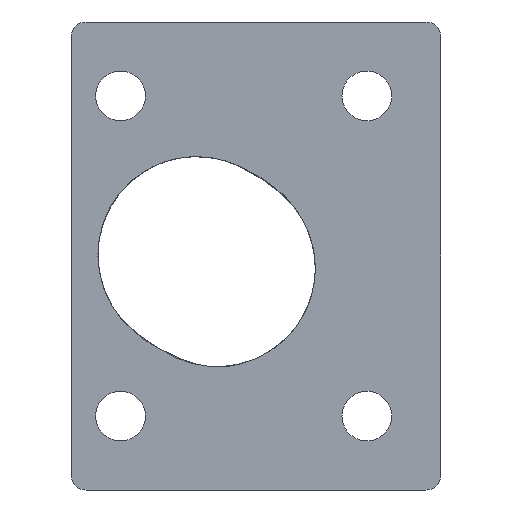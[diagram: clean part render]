
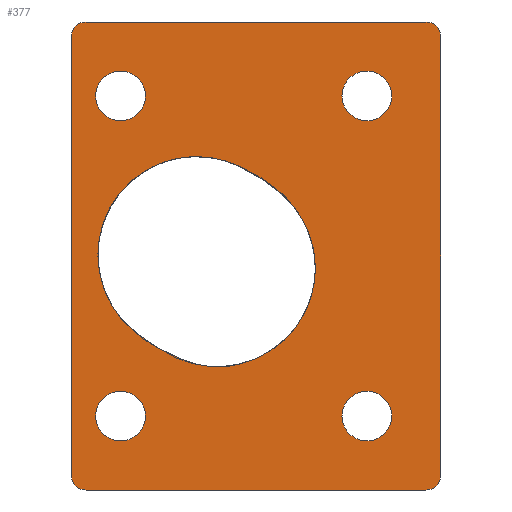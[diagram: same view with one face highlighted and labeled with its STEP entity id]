
A CAD part, front view. The second image highlights one B-rep face of the part: STEP entity #377.
In plain terms, the highlighted planar face has unit normal (0, -1, 0).
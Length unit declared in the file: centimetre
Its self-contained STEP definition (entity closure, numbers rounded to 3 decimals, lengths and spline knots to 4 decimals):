
#15=B_SPLINE_CURVE_WITH_KNOTS('',3,(#626,#627,#628,#629,#630,#631,#632,
#633,#634,#635,#636,#637,#638,#639,#640,#641,#642,#643,#644,#645,#646,#647,
#648,#649,#650),.UNSPECIFIED.,.F.,.F.,(4,3,3,3,3,3,3,3,4),(0.,0.125,0.25,
0.375,0.5,0.625,0.75,0.875,1.),.UNSPECIFIED.);
#16=B_SPLINE_CURVE_WITH_KNOTS('',3,(#651,#652,#653,#654,#655,#656,#657,
#658,#659,#660,#661,#662,#663,#664,#665,#666,#667,#668,#669,#670,#671,#672,
#673,#674,#675),.UNSPECIFIED.,.F.,.F.,(4,3,3,3,3,3,3,3,4),(0.0122,
0.125,0.25,0.375,0.5,0.625,0.75,0.875,1.),.UNSPECIFIED.);
#36=FACE_BOUND('',#111,.T.);
#37=FACE_BOUND('',#112,.T.);
#38=FACE_BOUND('',#113,.T.);
#39=FACE_BOUND('',#114,.T.);
#40=FACE_BOUND('',#115,.T.);
#46=CIRCLE('',#398,0.3);
#57=CIRCLE('',#414,0.3);
#58=CIRCLE('',#416,0.3);
#59=CIRCLE('',#417,0.3);
#60=CIRCLE('',#418,0.505);
#61=CIRCLE('',#419,0.505);
#62=CIRCLE('',#420,0.505);
#63=CIRCLE('',#421,0.505);
#64=CIRCLE('',#422,2.8218);
#86=FACE_OUTER_BOUND('',#110,.T.);
#110=EDGE_LOOP('',(#293,#294,#295,#296,#297,#298,#299,#300));
#111=EDGE_LOOP('',(#301));
#112=EDGE_LOOP('',(#302));
#113=EDGE_LOOP('',(#303));
#114=EDGE_LOOP('',(#304));
#115=EDGE_LOOP('',(#305,#306,#307));
#135=LINE('',#557,#151);
#144=LINE('',#607,#160);
#145=LINE('',#611,#161);
#146=LINE('',#613,#162);
#151=VECTOR('',#446,6.9);
#160=VECTOR('',#495,6.9);
#161=VECTOR('',#498,8.9);
#162=VECTOR('',#501,8.9);
#167=VERTEX_POINT('',#554);
#168=VERTEX_POINT('',#556);
#171=VERTEX_POINT('',#564);
#187=VERTEX_POINT('',#600);
#188=VERTEX_POINT('',#601);
#189=VERTEX_POINT('',#606);
#190=VERTEX_POINT('',#608);
#191=VERTEX_POINT('',#610);
#192=VERTEX_POINT('',#614);
#193=VERTEX_POINT('',#616);
#194=VERTEX_POINT('',#618);
#195=VERTEX_POINT('',#620);
#196=VERTEX_POINT('',#622);
#197=VERTEX_POINT('',#623);
#198=VERTEX_POINT('',#625);
#208=EDGE_CURVE('',#167,#168,#135,.T.);
#213=EDGE_CURVE('',#171,#167,#46,.T.);
#230=EDGE_CURVE('',#187,#188,#57,.T.);
#233=EDGE_CURVE('',#189,#187,#144,.T.);
#234=EDGE_CURVE('',#190,#189,#58,.T.);
#235=EDGE_CURVE('',#191,#190,#145,.T.);
#236=EDGE_CURVE('',#168,#191,#59,.T.);
#237=EDGE_CURVE('',#188,#171,#146,.T.);
#238=EDGE_CURVE('',#192,#192,#60,.T.);
#239=EDGE_CURVE('',#193,#193,#61,.T.);
#240=EDGE_CURVE('',#194,#194,#62,.T.);
#241=EDGE_CURVE('',#195,#195,#63,.T.);
#242=EDGE_CURVE('',#196,#197,#64,.T.);
#243=EDGE_CURVE('',#198,#196,#15,.T.);
#244=EDGE_CURVE('',#197,#198,#16,.T.);
#293=ORIENTED_EDGE('',*,*,#230,.F.);
#294=ORIENTED_EDGE('',*,*,#233,.F.);
#295=ORIENTED_EDGE('',*,*,#234,.F.);
#296=ORIENTED_EDGE('',*,*,#235,.F.);
#297=ORIENTED_EDGE('',*,*,#236,.F.);
#298=ORIENTED_EDGE('',*,*,#208,.F.);
#299=ORIENTED_EDGE('',*,*,#213,.F.);
#300=ORIENTED_EDGE('',*,*,#237,.F.);
#301=ORIENTED_EDGE('',*,*,#238,.F.);
#302=ORIENTED_EDGE('',*,*,#239,.F.);
#303=ORIENTED_EDGE('',*,*,#240,.F.);
#304=ORIENTED_EDGE('',*,*,#241,.F.);
#305=ORIENTED_EDGE('',*,*,#242,.F.);
#306=ORIENTED_EDGE('',*,*,#243,.F.);
#307=ORIENTED_EDGE('',*,*,#244,.F.);
#369=PLANE('',#415);
#377=ADVANCED_FACE('',(#86,#36,#37,#38,#39,#40),#369,.T.);
#398=AXIS2_PLACEMENT_3D('',#566,#454,#455);
#414=AXIS2_PLACEMENT_3D('',#602,#489,#490);
#415=AXIS2_PLACEMENT_3D('',#605,#493,#494);
#416=AXIS2_PLACEMENT_3D('',#609,#496,#497);
#417=AXIS2_PLACEMENT_3D('',#612,#499,#500);
#418=AXIS2_PLACEMENT_3D('',#615,#502,#503);
#419=AXIS2_PLACEMENT_3D('',#617,#504,#505);
#420=AXIS2_PLACEMENT_3D('',#619,#506,#507);
#421=AXIS2_PLACEMENT_3D('',#621,#508,#509);
#422=AXIS2_PLACEMENT_3D('',#624,#510,#511);
#446=DIRECTION('',(1.,0.,0.));
#454=DIRECTION('center_axis',(0.,1.,0.));
#455=DIRECTION('ref_axis',(-1.,0.,0.));
#489=DIRECTION('center_axis',(0.,1.,0.));
#490=DIRECTION('ref_axis',(0.,0.,-1.));
#493=DIRECTION('center_axis',(0.,-1.,0.));
#494=DIRECTION('ref_axis',(-1.,0.,0.));
#495=DIRECTION('',(-1.,0.,0.));
#496=DIRECTION('center_axis',(0.,1.,0.));
#497=DIRECTION('ref_axis',(1.,0.,0.));
#498=DIRECTION('',(0.,0.,-1.));
#499=DIRECTION('center_axis',(0.,1.,0.));
#500=DIRECTION('ref_axis',(0.,0.,1.));
#501=DIRECTION('',(0.,0.,1.));
#502=DIRECTION('center_axis',(0.,-1.,0.));
#503=DIRECTION('ref_axis',(1.,0.,0.));
#504=DIRECTION('center_axis',(0.,-1.,0.));
#505=DIRECTION('ref_axis',(1.,0.,0.));
#506=DIRECTION('center_axis',(0.,-1.,0.));
#507=DIRECTION('ref_axis',(1.,0.,0.));
#508=DIRECTION('center_axis',(0.,-1.,0.));
#509=DIRECTION('ref_axis',(1.,0.,0.));
#510=DIRECTION('center_axis',(0.,-1.,0.));
#511=DIRECTION('ref_axis',(-0.631,0.,-0.776));
#554=CARTESIAN_POINT('',(1.4562,3.7996,-22.25));
#556=CARTESIAN_POINT('',(8.3562,3.7996,-22.25));
#557=CARTESIAN_POINT('',(1.4562,3.7996,-22.25));
#564=CARTESIAN_POINT('',(1.1562,3.7996,-22.55));
#566=CARTESIAN_POINT('Origin',(1.4562,3.7996,-22.55));
#600=CARTESIAN_POINT('',(1.4562,3.7996,-31.75));
#601=CARTESIAN_POINT('',(1.1562,3.7996,-31.45));
#602=CARTESIAN_POINT('Origin',(1.4562,3.7996,-31.45));
#605=CARTESIAN_POINT('Origin',(0.,3.7996,0.));
#606=CARTESIAN_POINT('',(8.3562,3.7996,-31.75));
#607=CARTESIAN_POINT('',(8.3562,3.7996,-31.75));
#608=CARTESIAN_POINT('',(8.6562,3.7996,-31.45));
#609=CARTESIAN_POINT('Origin',(8.3562,3.7996,-31.45));
#610=CARTESIAN_POINT('',(8.6562,3.7996,-22.55));
#611=CARTESIAN_POINT('',(8.6562,3.7996,-22.55));
#612=CARTESIAN_POINT('Origin',(8.3562,3.7996,-22.55));
#613=CARTESIAN_POINT('',(1.1562,3.7996,-31.45));
#614=CARTESIAN_POINT('',(6.6512,3.7996,-30.25));
#615=CARTESIAN_POINT('Origin',(7.1562,3.7996,-30.25));
#616=CARTESIAN_POINT('',(1.6512,3.7996,-30.25));
#617=CARTESIAN_POINT('Origin',(2.1562,3.7996,-30.25));
#618=CARTESIAN_POINT('',(6.6512,3.7996,-23.75));
#619=CARTESIAN_POINT('Origin',(7.1562,3.7996,-23.75));
#620=CARTESIAN_POINT('',(1.6512,3.7996,-23.75));
#621=CARTESIAN_POINT('Origin',(2.1562,3.7996,-23.75));
#622=CARTESIAN_POINT('',(2.4189,3.7996,-28.5167));
#623=CARTESIAN_POINT('',(2.4798,3.7998,-28.5682));
#624=CARTESIAN_POINT('Origin',(4.2611,3.7996,-26.3792));
#625=CARTESIAN_POINT('',(5.3221,3.7996,-25.643));
#626=CARTESIAN_POINT('Ctrl Pts',(5.3221,3.7996,-25.643));
#627=CARTESIAN_POINT('Ctrl Pts',(5.1347,3.7996,-25.4816));
#628=CARTESIAN_POINT('Ctrl Pts',(4.9299,3.7996,-25.3507));
#629=CARTESIAN_POINT('Ctrl Pts',(4.7127,3.7996,-25.2425));
#630=CARTESIAN_POINT('Ctrl Pts',(4.4956,3.7996,-25.1342));
#631=CARTESIAN_POINT('Ctrl Pts',(4.2661,3.7996,-25.0486));
#632=CARTESIAN_POINT('Ctrl Pts',(4.0089,3.7996,-25.0091));
#633=CARTESIAN_POINT('Ctrl Pts',(3.7516,3.7996,-24.9697));
#634=CARTESIAN_POINT('Ctrl Pts',(3.4665,3.7996,-24.9764));
#635=CARTESIAN_POINT('Ctrl Pts',(3.1914,3.7996,-25.0474));
#636=CARTESIAN_POINT('Ctrl Pts',(2.9163,3.7996,-25.1184));
#637=CARTESIAN_POINT('Ctrl Pts',(2.6512,3.7996,-25.2537));
#638=CARTESIAN_POINT('Ctrl Pts',(2.4253,3.7996,-25.4409));
#639=CARTESIAN_POINT('Ctrl Pts',(2.1994,3.7996,-25.6281));
#640=CARTESIAN_POINT('Ctrl Pts',(2.0127,3.7996,-25.8673));
#641=CARTESIAN_POINT('Ctrl Pts',(1.887,3.7996,-26.1328));
#642=CARTESIAN_POINT('Ctrl Pts',(1.7612,3.7996,-26.3983));
#643=CARTESIAN_POINT('Ctrl Pts',(1.6963,3.7996,-26.6901));
#644=CARTESIAN_POINT('Ctrl Pts',(1.6988,3.7996,-26.9854));
#645=CARTESIAN_POINT('Ctrl Pts',(1.7012,3.7996,-27.2807));
#646=CARTESIAN_POINT('Ctrl Pts',(1.7709,3.7996,-27.5793));
#647=CARTESIAN_POINT('Ctrl Pts',(1.8926,3.7996,-27.8392));
#648=CARTESIAN_POINT('Ctrl Pts',(2.0144,3.7996,-28.0991));
#649=CARTESIAN_POINT('Ctrl Pts',(2.1881,3.7996,-28.3203));
#650=CARTESIAN_POINT('Ctrl Pts',(2.4189,3.7996,-28.5167));
#651=CARTESIAN_POINT('Ctrl Pts',(2.48,3.7996,-28.5679));
#652=CARTESIAN_POINT('Ctrl Pts',(2.6708,3.7996,-28.7231));
#653=CARTESIAN_POINT('Ctrl Pts',(2.8782,3.7996,-28.8507));
#654=CARTESIAN_POINT('Ctrl Pts',(3.1089,3.7996,-28.9657));
#655=CARTESIAN_POINT('Ctrl Pts',(3.3645,3.7996,-29.093));
#656=CARTESIAN_POINT('Ctrl Pts',(3.6486,3.7996,-29.2048));
#657=CARTESIAN_POINT('Ctrl Pts',(3.9344,3.7996,-29.2399));
#658=CARTESIAN_POINT('Ctrl Pts',(4.2202,3.7996,-29.275));
#659=CARTESIAN_POINT('Ctrl Pts',(4.5076,3.7996,-29.2333));
#660=CARTESIAN_POINT('Ctrl Pts',(4.7801,3.7996,-29.1325));
#661=CARTESIAN_POINT('Ctrl Pts',(5.0525,3.7996,-29.0317));
#662=CARTESIAN_POINT('Ctrl Pts',(5.3101,3.7996,-28.8717));
#663=CARTESIAN_POINT('Ctrl Pts',(5.5196,3.7996,-28.6646));
#664=CARTESIAN_POINT('Ctrl Pts',(5.7292,3.7996,-28.4574));
#665=CARTESIAN_POINT('Ctrl Pts',(5.8907,3.7996,-28.2032));
#666=CARTESIAN_POINT('Ctrl Pts',(5.991,3.7996,-27.9265));
#667=CARTESIAN_POINT('Ctrl Pts',(6.0913,3.7996,-27.6497));
#668=CARTESIAN_POINT('Ctrl Pts',(6.1304,3.7996,-27.3506));
#669=CARTESIAN_POINT('Ctrl Pts',(6.0998,3.7996,-27.0594));
#670=CARTESIAN_POINT('Ctrl Pts',(6.0691,3.7996,-26.7683));
#671=CARTESIAN_POINT('Ctrl Pts',(5.9688,3.7996,-26.4852));
#672=CARTESIAN_POINT('Ctrl Pts',(5.8351,3.7996,-26.2453));
#673=CARTESIAN_POINT('Ctrl Pts',(5.7015,3.7996,-26.0053));
#674=CARTESIAN_POINT('Ctrl Pts',(5.5345,3.7996,-25.8084));
#675=CARTESIAN_POINT('Ctrl Pts',(5.3221,3.7996,-25.643));
